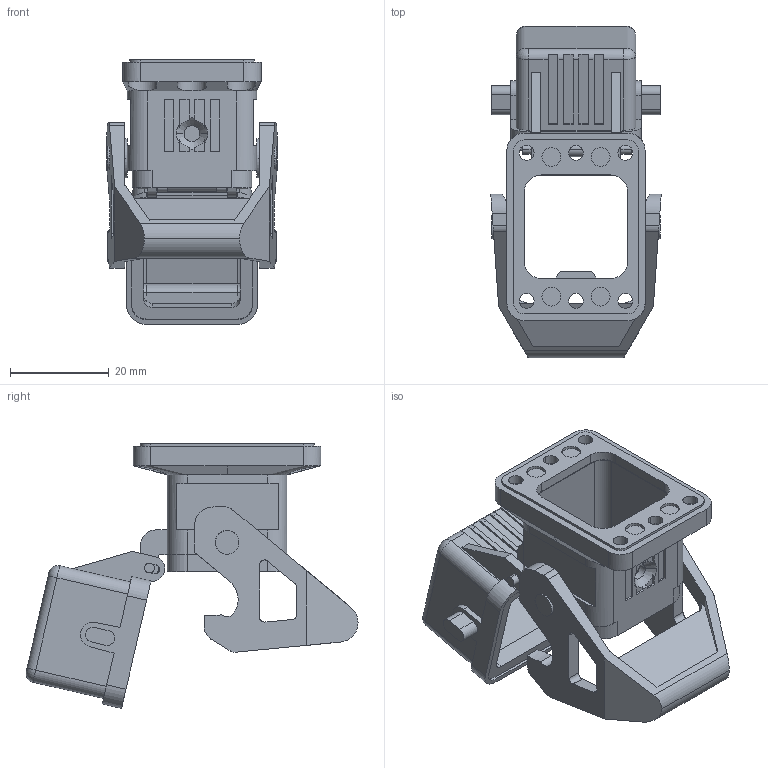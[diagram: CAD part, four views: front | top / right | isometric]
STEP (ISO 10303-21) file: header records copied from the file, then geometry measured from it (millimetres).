
FILE_DESCRIPTION(/* description */ ('Alibre Inc.'),/* implementation_level */ '2;1');
FILE_NAME(/* name */ 'export-B2754716-DAAF-431C-93A3-039B166573F3',/* time_stamp */ '2023-02-02T15:25:30+01:00',/* author */ (''),/* organization */ (''),/* preprocessor_version */ 'ST-DEVELOPER v17',/* originating_system */ 'Alibre',/* authorisation */ '');
FILE_SCHEMA (('AUTOMOTIVE_DESIGN'));
Length unit declared in the file: millimetre
Products named in the file (2): HC_STA_D07_BWSCF_EL_AL-select
Bounding box: 34.51 x 67.26 x 53.66 mm (x, y, z)
Volume: 15299.1 mm3; surface area: 15321.7 mm2
Topology: 1 solids, 1 shells, 457 faces, 1252 edges, 818 vertices
Faces by surface type: plane 279, cylinder 162, bspline 5, torus 4, sphere 4, cone 3
Entity records: 17323 total; most frequent: CARTESIAN_POINT 5542, ORIENTED_EDGE 2496, DIRECTION 2148, EDGE_CURVE 1248, AXIS2_PLACEMENT_3D 829, VERTEX_POINT 818, VECTOR 773, LINE 773
